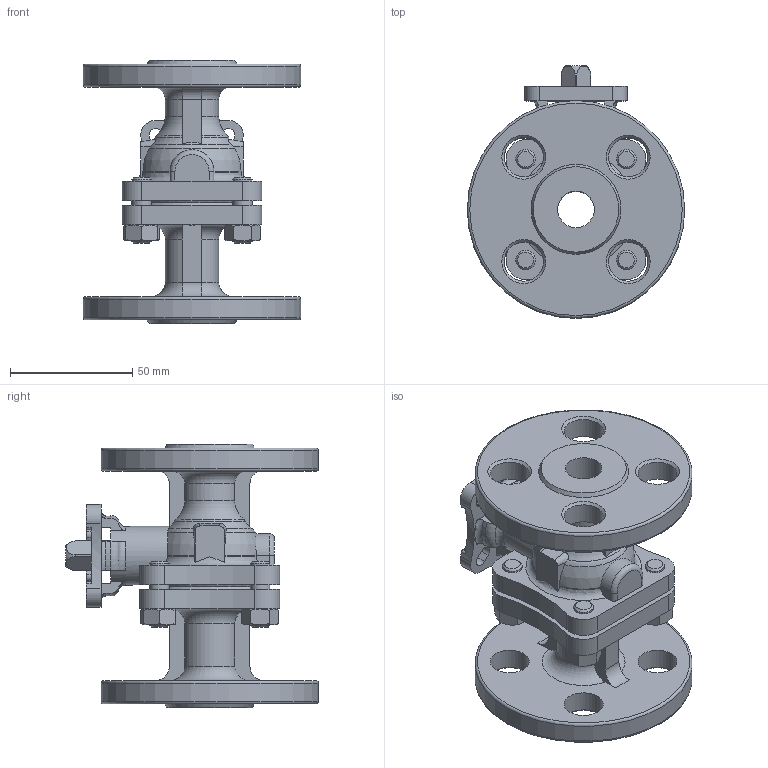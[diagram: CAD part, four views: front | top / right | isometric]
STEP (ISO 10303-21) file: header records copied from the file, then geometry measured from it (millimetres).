
FILE_DESCRIPTION(/* description */ ('STEP AP214'),/* implementation_level */ '2;1');
FILE_NAME(/* name */ '4810851_VZBF-1_2-P1-20-D-2-F0304-V15V15',/* time_stamp */ '2024-09-18T02:26:36+02:00',/* author */ ('License CC BY-ND 4.0'),/* organization */ ('CADENAS'),/* preprocessor_version */ 'ST-DEVELOPER v19.3',/* originating_system */ 'PARTsolutions',/* authorisation */ ' ');
FILE_SCHEMA (('AUTOMOTIVE_DESIGN {1 0 10303 214 3 1 1}'));
Length unit declared in the file: millimetre
Products named in the file (1): 4810851 VZBF-1/2-P1-20-D-2-F0304-V15V15
Bounding box: 89 x 103.5 x 108 mm (x, y, z)
Volume: 209101.9 mm3; surface area: 60733.6 mm2
Topology: 1 solids, 1 shells, 318 faces, 842 edges, 542 vertices
Faces by surface type: plane 112, cylinder 97, cone 72, torus 34, sphere 3
Full cylindrical faces by diameter (mm): 8 x12, 9 x4, 15 x1, 16 x8, 24 x1, 26 x1, 89 x2
Entity records: 9823 total; most frequent: CARTESIAN_POINT 2261, DIRECTION 1541, ORIENTED_EDGE 1532, EDGE_CURVE 766, AXIS2_PLACEMENT_3D 643, VERTEX_POINT 523, EDGE_LOOP 433, FACE_BOUND 433
